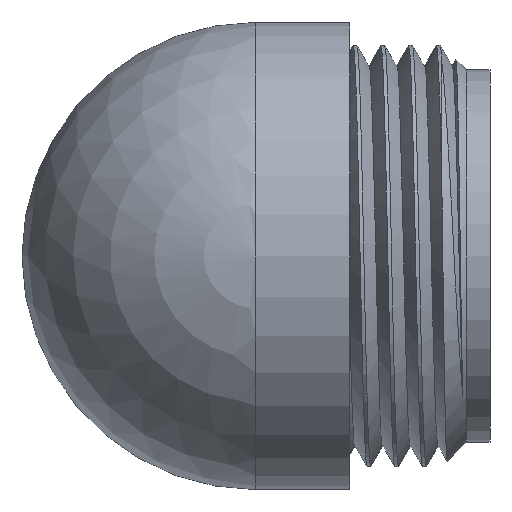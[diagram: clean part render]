
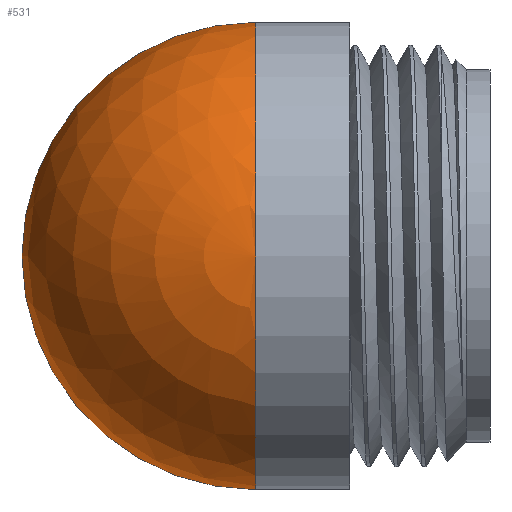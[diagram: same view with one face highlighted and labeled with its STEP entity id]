
A CAD part, left-side view. The second image highlights one B-rep face of the part: STEP entity #531.
In plain terms, the highlighted spherical face has radius 7.925 mm.
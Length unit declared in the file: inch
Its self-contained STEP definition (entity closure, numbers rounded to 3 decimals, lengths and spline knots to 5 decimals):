
#44 = CARTESIAN_POINT ( 'NONE',  ( 0., 0.313, 0. ) ) ;
#531 = ADVANCED_FACE ( 'NONE', ( #1227 ), #5224, .T. ) ;
#536 = DIRECTION ( 'NONE',  ( 0., 0., 1. ) ) ;
#574 = EDGE_LOOP ( 'NONE', ( #2796, #1000, #2250 ) ) ;
#943 = DIRECTION ( 'NONE',  ( 1., 0., 0. ) ) ;
#1000 = ORIENTED_EDGE ( 'NONE', *, *, #6129, .T. ) ;
#1168 = AXIS2_PLACEMENT_3D ( 'NONE', #5454, #2445, #5956 ) ;
#1227 = FACE_OUTER_BOUND ( 'NONE', #574, .T. ) ;
#1284 = CARTESIAN_POINT ( 'NONE',  ( 0., 0.313, 0. ) ) ;
#1548 = CIRCLE ( 'NONE', #1714, 0.312 ) ;
#1639 = CARTESIAN_POINT ( 'NONE',  ( 0., 0.625, 0. ) ) ;
#1714 = AXIS2_PLACEMENT_3D ( 'NONE', #44, #3519, #536 ) ;
#1775 = DIRECTION ( 'NONE',  ( 0., 0., -1. ) ) ;
#2099 = CARTESIAN_POINT ( 'NONE',  ( 0., 0.313, 0.312 ) ) ;
#2250 = ORIENTED_EDGE ( 'NONE', *, *, #5534, .F. ) ;
#2403 = DIRECTION ( 'NONE',  ( 0., 0., -1. ) ) ;
#2445 = DIRECTION ( 'NONE',  ( 0., -1., 0. ) ) ;
#2796 = ORIENTED_EDGE ( 'NONE', *, *, #4118, .F. ) ;
#2810 = AXIS2_PLACEMENT_3D ( 'NONE', #5412, #943, #2403 ) ;
#3458 = VERTEX_POINT ( 'NONE', #2099 ) ;
#3519 = DIRECTION ( 'NONE',  ( -1., 0., 0. ) ) ;
#3602 = AXIS2_PLACEMENT_3D ( 'NONE', #1284, #4773, #1775 ) ;
#4091 = CIRCLE ( 'NONE', #3602, 0.312 ) ;
#4118 = EDGE_CURVE ( 'NONE', #5726, #3458, #4091, .T. ) ;
#4669 = VERTEX_POINT ( 'NONE', #6373 ) ;
#4773 = DIRECTION ( 'NONE',  ( 1., 0., 0. ) ) ;
#5224 = SPHERICAL_SURFACE ( 'NONE', #2810, 0.312 ) ;
#5412 = CARTESIAN_POINT ( 'NONE',  ( 0., 0.313, 0. ) ) ;
#5454 = CARTESIAN_POINT ( 'NONE',  ( 0., 0.313, 0. ) ) ;
#5459 = CIRCLE ( 'NONE', #1168, 0.312 ) ;
#5534 = EDGE_CURVE ( 'NONE', #3458, #4669, #5459, .T. ) ;
#5726 = VERTEX_POINT ( 'NONE', #1639 ) ;
#5956 = DIRECTION ( 'NONE',  ( 0., 0., -1. ) ) ;
#6129 = EDGE_CURVE ( 'NONE', #5726, #4669, #1548, .T. ) ;
#6373 = CARTESIAN_POINT ( 'NONE',  ( 0., 0.313, -0.312 ) ) ;
